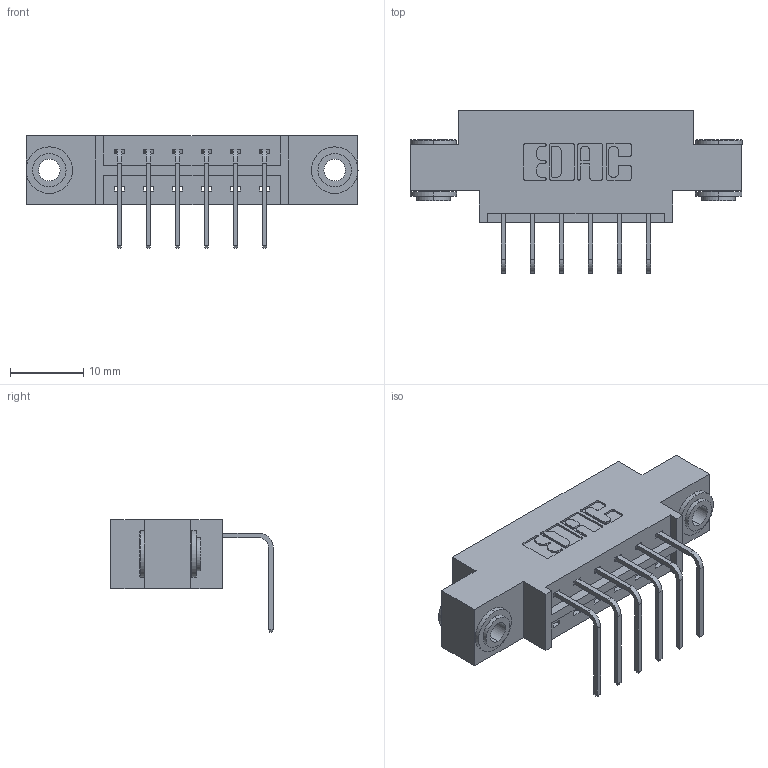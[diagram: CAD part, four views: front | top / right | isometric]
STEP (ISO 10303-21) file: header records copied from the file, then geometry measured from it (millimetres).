
FILE_DESCRIPTION (( 'STEP AP203' ), '1' );
FILE_NAME ('333-006-558-603.STEP', '2018-07-31T21:25:31', ( '' ), ( '' ), 'SwSTEP 2.0', 'SolidWorks 2016', '' );
FILE_SCHEMA (( 'CONFIG_CONTROL_DESIGN' ));
Length unit declared in the file: inch
Products named in the file (4): 333 Part_Offset - .156 Dia - TH; 345-292-001_558 Tail - 2; 345-250-002_345-250-002-102; 333-006-558-603
Assembly tree (9 placements, depth 2):
  333-006-558-603
    333 Part_Offset - .156 Dia - TH
    345-292-001_558 Tail - 2  x6
    345-250-002_345-250-002-102  x2
Bounding box: 45.31 x 22.17 x 15.37 mm (x, y, z)
Volume: 4061.8 mm3; surface area: 4707.3 mm2
Topology: 9 solids, 9 shells, 516 faces, 1491 edges, 982 vertices
Faces by surface type: plane 348, cylinder 160, cone 8
Entity records: 9190 total; most frequent: CARTESIAN_POINT 1571, ORIENTED_EDGE 1506, DIRECTION 1431, EDGE_CURVE 753, LINE 601, VECTOR 601, VERTEX_POINT 498, AXIS2_PLACEMENT_3D 415
